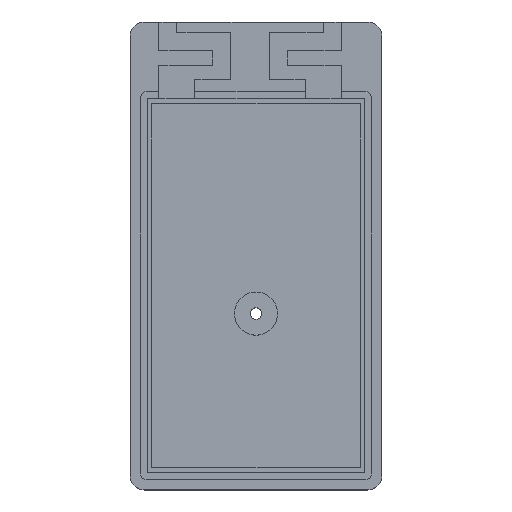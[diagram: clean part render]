
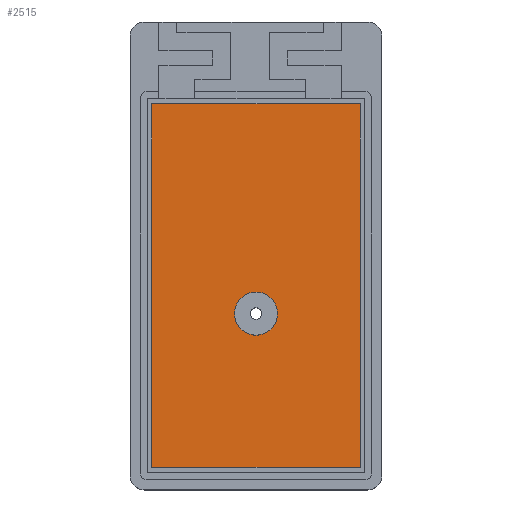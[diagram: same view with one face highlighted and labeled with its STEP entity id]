
A CAD part, top view. The second image highlights one B-rep face of the part: STEP entity #2515.
In plain terms, the highlighted planar face has unit normal (0, 0, 1).
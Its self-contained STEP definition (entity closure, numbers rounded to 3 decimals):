
#2307 = EDGE_CURVE('',#2308,#2310,#2312,.T.);
#2308 = VERTEX_POINT('',#2309);
#2309 = CARTESIAN_POINT('',(64.,6.25,2.));
#2310 = VERTEX_POINT('',#2311);
#2311 = CARTESIAN_POINT('',(64.,107.25,2.));
#2312 = LINE('',#2313,#2314);
#2313 = CARTESIAN_POINT('',(64.,6.25,2.));
#2314 = VECTOR('',#2315,1.);
#2315 = DIRECTION('',(0.,1.,0.));
#2338 = EDGE_CURVE('',#2310,#2339,#2341,.T.);
#2339 = VERTEX_POINT('',#2340);
#2340 = CARTESIAN_POINT('',(6.,107.25,2.));
#2341 = LINE('',#2342,#2343);
#2342 = CARTESIAN_POINT('',(64.,107.25,2.));
#2343 = VECTOR('',#2344,1.);
#2344 = DIRECTION('',(-1.,0.,0.));
#2362 = EDGE_CURVE('',#2339,#2363,#2365,.T.);
#2363 = VERTEX_POINT('',#2364);
#2364 = CARTESIAN_POINT('',(6.,6.25,2.));
#2365 = LINE('',#2366,#2367);
#2366 = CARTESIAN_POINT('',(6.,107.25,2.));
#2367 = VECTOR('',#2368,1.);
#2368 = DIRECTION('',(0.,-1.,0.));
#2386 = EDGE_CURVE('',#2363,#2308,#2387,.T.);
#2387 = LINE('',#2388,#2389);
#2388 = CARTESIAN_POINT('',(6.,6.25,2.));
#2389 = VECTOR('',#2390,1.);
#2390 = DIRECTION('',(1.,0.,0.));
#2515 = ADVANCED_FACE('',(#2516,#2522),#2533,.T.);
#2516 = FACE_BOUND('',#2517,.T.);
#2517 = EDGE_LOOP('',(#2518,#2519,#2520,#2521));
#2518 = ORIENTED_EDGE('',*,*,#2386,.T.);
#2519 = ORIENTED_EDGE('',*,*,#2307,.T.);
#2520 = ORIENTED_EDGE('',*,*,#2338,.T.);
#2521 = ORIENTED_EDGE('',*,*,#2362,.T.);
#2522 = FACE_BOUND('',#2523,.T.);
#2523 = EDGE_LOOP('',(#2524));
#2524 = ORIENTED_EDGE('',*,*,#2525,.F.);
#2525 = EDGE_CURVE('',#2526,#2526,#2528,.T.);
#2526 = VERTEX_POINT('',#2527);
#2527 = CARTESIAN_POINT('',(41.,49.,2.));
#2528 = CIRCLE('',#2529,6.);
#2529 = AXIS2_PLACEMENT_3D('',#2530,#2531,#2532);
#2530 = CARTESIAN_POINT('',(35.,49.,2.));
#2531 = DIRECTION('',(0.,0.,1.));
#2532 = DIRECTION('',(1.,0.,0.));
#2533 = PLANE('',#2534);
#2534 = AXIS2_PLACEMENT_3D('',#2535,#2536,#2537);
#2535 = CARTESIAN_POINT('',(35.,56.75,2.));
#2536 = DIRECTION('',(0.,0.,1.));
#2537 = DIRECTION('',(1.,0.,0.));
